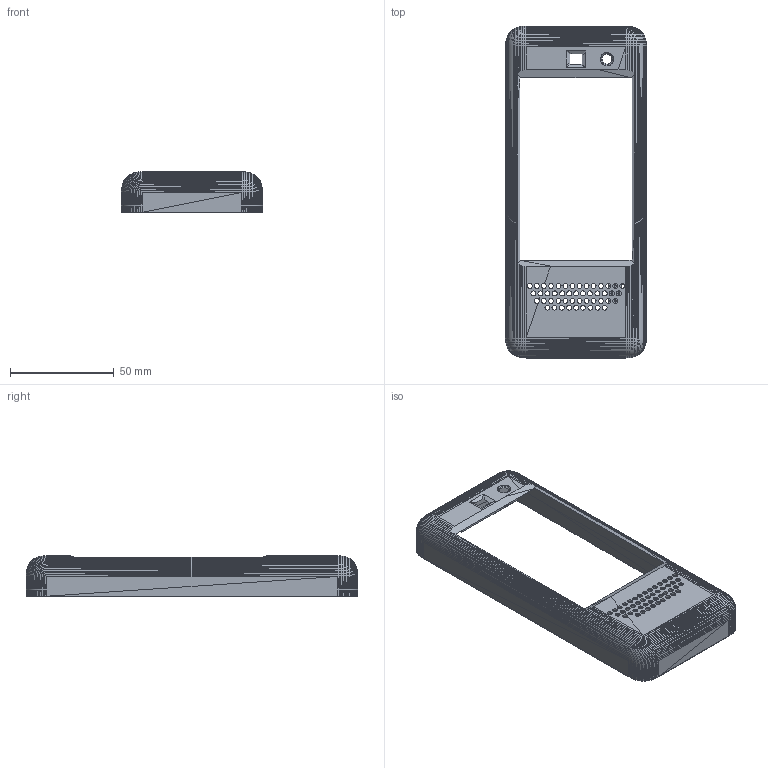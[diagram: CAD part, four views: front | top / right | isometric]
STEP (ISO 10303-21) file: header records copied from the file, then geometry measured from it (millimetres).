
FILE_DESCRIPTION (( 'STEP AP203' ), '1' );
FILE_NAME ('sipdomophone-top-2.STEP', '2018-03-15T10:36:13', ( '' ), ( '' ), 'SwSTEP 2.0', 'SolidWorks 2010', '' );
FILE_SCHEMA (( 'CONFIG_CONTROL_DESIGN' ));
Products named in the file (1): sipdomophone-top-2
Bounding box: 68 x 160 x 19.5 mm (x, y, z)
Volume: 52582 mm3; surface area: 27124.9 mm2
Topology: 1 solids, 1 shells, 7632 faces, 13597 edges, 5958 vertices
Faces by surface type: plane 7632
Entity records: 168406 total; most frequent: DIRECTION 28863, ORIENTED_EDGE 27194, CARTESIAN_POINT 27188, LINE 13597, VECTOR 13597, EDGE_CURVE 13597, EDGE_LOOP 7717, AXIS2_PLACEMENT_3D 7633
